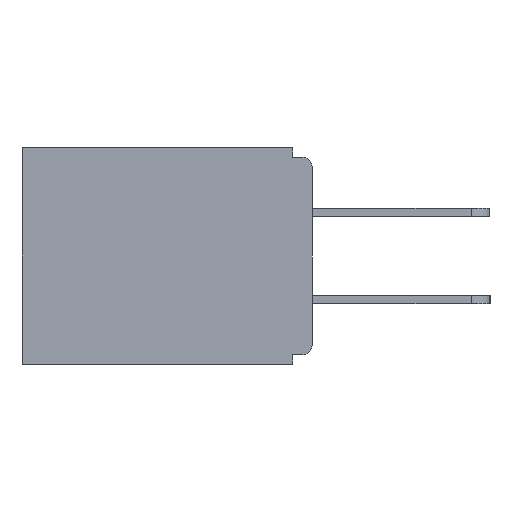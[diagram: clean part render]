
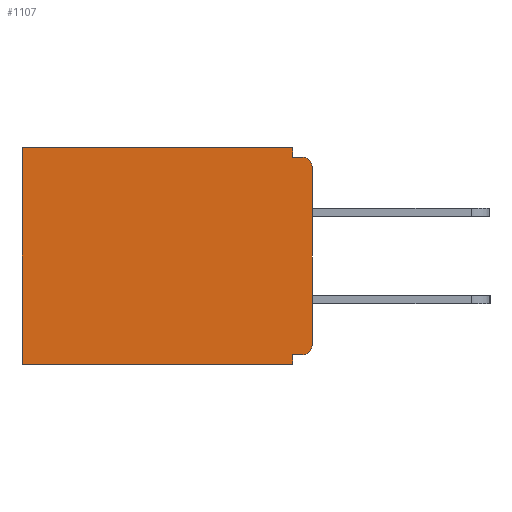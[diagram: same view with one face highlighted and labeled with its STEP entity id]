
A CAD part, left-side view. The second image highlights one B-rep face of the part: STEP entity #1107.
In plain terms, the highlighted planar face has unit normal (-1, 0, 0).
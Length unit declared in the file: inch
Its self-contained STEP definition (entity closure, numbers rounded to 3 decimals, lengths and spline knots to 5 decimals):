
#283 = EDGE_CURVE ( 'NONE', #10743, #11531, #5609, .T. ) ;
#578 = CARTESIAN_POINT ( 'NONE',  ( 0.298, 0., -0.328 ) ) ;
#719 = AXIS2_PLACEMENT_3D ( 'NONE', #15660, #1545, #11009 ) ;
#945 = DIRECTION ( 'NONE',  ( 0., -1., 0. ) ) ;
#1107 = ADVANCED_FACE ( 'NONE', ( #18337 ), #8168, .F. ) ;
#1128 = LINE ( 'NONE', #578, #5461 ) ;
#1533 = LINE ( 'NONE', #18465, #8337 ) ;
#1545 = DIRECTION ( 'NONE',  ( -1., 0., 0. ) ) ;
#1547 = VERTEX_POINT ( 'NONE', #12377 ) ;
#2697 = ORIENTED_EDGE ( 'NONE', *, *, #13187, .T. ) ;
#3288 = CARTESIAN_POINT ( 'NONE',  ( 0.298, 0.031, -0.343 ) ) ;
#3315 = CARTESIAN_POINT ( 'NONE',  ( 0.298, 0.46, -0.343 ) ) ;
#3370 = ORIENTED_EDGE ( 'NONE', *, *, #7751, .F. ) ;
#3379 = CARTESIAN_POINT ( 'NONE',  ( 0.298, 0.031, -0.328 ) ) ;
#3422 = DIRECTION ( 'NONE',  ( 1., 0., 0. ) ) ;
#4148 = DIRECTION ( 'NONE',  ( 0., 1., 0. ) ) ;
#5263 = ORIENTED_EDGE ( 'NONE', *, *, #12726, .F. ) ;
#5461 = VECTOR ( 'NONE', #6766, 39.37008 ) ;
#5483 = CARTESIAN_POINT ( 'NONE',  ( 0.298, 0., -0.015 ) ) ;
#5609 = LINE ( 'NONE', #16400, #19588 ) ;
#6001 = AXIS2_PLACEMENT_3D ( 'NONE', #15825, #3422, #6394 ) ;
#6352 = LINE ( 'NONE', #9154, #14939 ) ;
#6394 = DIRECTION ( 'NONE',  ( 0., 0., -1. ) ) ;
#6662 = EDGE_CURVE ( 'NONE', #19925, #16823, #1533, .T. ) ;
#6766 = DIRECTION ( 'NONE',  ( 0., 1., 0. ) ) ;
#7248 = LINE ( 'NONE', #16418, #16366 ) ;
#7299 = CARTESIAN_POINT ( 'NONE',  ( 0.298, 0., 0. ) ) ;
#7347 = DIRECTION ( 'NONE',  ( 0., 0., -1. ) ) ;
#7416 = VERTEX_POINT ( 'NONE', #9763 ) ;
#7467 = VERTEX_POINT ( 'NONE', #9830 ) ;
#7751 = EDGE_CURVE ( 'NONE', #1547, #7467, #16449, .T. ) ;
#7999 = LINE ( 'NONE', #7299, #14145 ) ;
#8168 = PLANE ( 'NONE',  #6001 ) ;
#8337 = VECTOR ( 'NONE', #7347, 39.37008 ) ;
#9011 = DIRECTION ( 'NONE',  ( 0., 0., -1. ) ) ;
#9093 = DIRECTION ( 'NONE',  ( 0., 0., -1. ) ) ;
#9154 = CARTESIAN_POINT ( 'NONE',  ( 0.298, 0., 0. ) ) ;
#9450 = CARTESIAN_POINT ( 'NONE',  ( 0.298, 0.031, 0. ) ) ;
#9763 = CARTESIAN_POINT ( 'NONE',  ( 0.298, 0., -0.313 ) ) ;
#9830 = CARTESIAN_POINT ( 'NONE',  ( 0.298, 0.015, -0.015 ) ) ;
#9875 = ORIENTED_EDGE ( 'NONE', *, *, #19676, .T. ) ;
#10094 = VECTOR ( 'NONE', #15401, 39.37008 ) ;
#10743 = VERTEX_POINT ( 'NONE', #3379 ) ;
#11009 = DIRECTION ( 'NONE',  ( 0., 0., -1. ) ) ;
#11354 = CARTESIAN_POINT ( 'NONE',  ( 0.298, 0.46, 0. ) ) ;
#11358 = VERTEX_POINT ( 'NONE', #13515 ) ;
#11531 = VERTEX_POINT ( 'NONE', #3288 ) ;
#11831 = EDGE_CURVE ( 'NONE', #11531, #16823, #14317, .T. ) ;
#12107 = CARTESIAN_POINT ( 'NONE',  ( 0.298, 0.015, -0.03 ) ) ;
#12223 = EDGE_CURVE ( 'NONE', #11358, #10743, #1128, .T. ) ;
#12377 = CARTESIAN_POINT ( 'NONE',  ( 0.298, 0.031, -0.015 ) ) ;
#12717 = EDGE_LOOP ( 'NONE', ( #9875, #3370, #5263, #2697, #16943, #13448, #19334, #14900, #18068, #15675 ) ) ;
#12726 = EDGE_CURVE ( 'NONE', #12908, #1547, #7248, .T. ) ;
#12908 = VERTEX_POINT ( 'NONE', #9450 ) ;
#13187 = EDGE_CURVE ( 'NONE', #12908, #19925, #7999, .T. ) ;
#13266 = AXIS2_PLACEMENT_3D ( 'NONE', #12107, #15302, #9093 ) ;
#13448 = ORIENTED_EDGE ( 'NONE', *, *, #11831, .F. ) ;
#13515 = CARTESIAN_POINT ( 'NONE',  ( 0.298, 0.015, -0.328 ) ) ;
#14145 = VECTOR ( 'NONE', #4148, 39.37008 ) ;
#14252 = VERTEX_POINT ( 'NONE', #15444 ) ;
#14317 = LINE ( 'NONE', #16896, #10094 ) ;
#14481 = VECTOR ( 'NONE', #945, 39.37008 ) ;
#14900 = ORIENTED_EDGE ( 'NONE', *, *, #12223, .F. ) ;
#14939 = VECTOR ( 'NONE', #9011, 39.37008 ) ;
#15302 = DIRECTION ( 'NONE',  ( -1., 0., 0. ) ) ;
#15401 = DIRECTION ( 'NONE',  ( 0., 1., 0. ) ) ;
#15444 = CARTESIAN_POINT ( 'NONE',  ( 0.298, 0., -0.03 ) ) ;
#15660 = CARTESIAN_POINT ( 'NONE',  ( 0.298, 0.015, -0.313 ) ) ;
#15675 = ORIENTED_EDGE ( 'NONE', *, *, #17809, .F. ) ;
#15825 = CARTESIAN_POINT ( 'NONE',  ( 0.298, 0., 0. ) ) ;
#16366 = VECTOR ( 'NONE', #19737, 39.37008 ) ;
#16400 = CARTESIAN_POINT ( 'NONE',  ( 0.298, 0.031, -0.343 ) ) ;
#16418 = CARTESIAN_POINT ( 'NONE',  ( 0.298, 0.031, -0.343 ) ) ;
#16449 = LINE ( 'NONE', #5483, #14481 ) ;
#16823 = VERTEX_POINT ( 'NONE', #3315 ) ;
#16896 = CARTESIAN_POINT ( 'NONE',  ( 0.298, 0., -0.343 ) ) ;
#16943 = ORIENTED_EDGE ( 'NONE', *, *, #6662, .T. ) ;
#17809 = EDGE_CURVE ( 'NONE', #14252, #7416, #6352, .T. ) ;
#17976 = CIRCLE ( 'NONE', #719, 0.015 ) ;
#18068 = ORIENTED_EDGE ( 'NONE', *, *, #19813, .T. ) ;
#18337 = FACE_OUTER_BOUND ( 'NONE', #12717, .T. ) ;
#18465 = CARTESIAN_POINT ( 'NONE',  ( 0.298, 0.46, 0. ) ) ;
#19329 = DIRECTION ( 'NONE',  ( 0., 0., -1. ) ) ;
#19334 = ORIENTED_EDGE ( 'NONE', *, *, #283, .F. ) ;
#19588 = VECTOR ( 'NONE', #19329, 39.37008 ) ;
#19676 = EDGE_CURVE ( 'NONE', #14252, #7467, #19686, .T. ) ;
#19686 = CIRCLE ( 'NONE', #13266, 0.015 ) ;
#19737 = DIRECTION ( 'NONE',  ( 0., 0., -1. ) ) ;
#19813 = EDGE_CURVE ( 'NONE', #11358, #7416, #17976, .T. ) ;
#19925 = VERTEX_POINT ( 'NONE', #11354 ) ;
